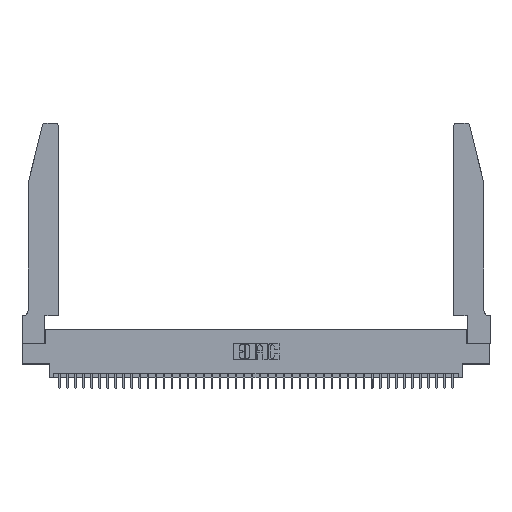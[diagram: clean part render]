
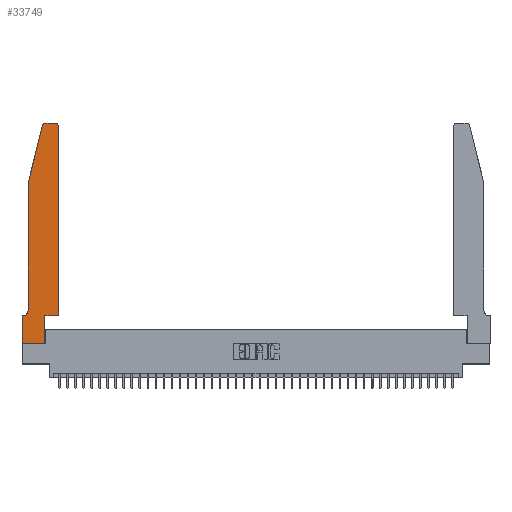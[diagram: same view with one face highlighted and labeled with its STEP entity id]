
A CAD part, top view. The second image highlights one B-rep face of the part: STEP entity #33749.
In plain terms, the highlighted planar face has unit normal (0, 0, 1).
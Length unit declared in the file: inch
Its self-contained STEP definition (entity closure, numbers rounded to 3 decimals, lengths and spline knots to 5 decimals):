
#296 = LINE ( 'NONE', #23629, #28071 ) ;
#442 = CARTESIAN_POINT ( 'NONE',  ( 0.0755, 2., 0.37 ) ) ;
#2117 = VECTOR ( 'NONE', #23732, 39.37008 ) ;
#2514 = CARTESIAN_POINT ( 'NONE',  ( 0., 0.35, 0.37 ) ) ;
#4079 = LINE ( 'NONE', #30759, #2117 ) ;
#4081 = DIRECTION ( 'NONE',  ( 0., 0., -1. ) ) ;
#4162 = CARTESIAN_POINT ( 'NONE',  ( 0., 0.35, 0.37 ) ) ;
#4298 = DIRECTION ( 'NONE',  ( -1., 0., 0. ) ) ;
#4858 = CIRCLE ( 'NONE', #10432, 0.03 ) ;
#4881 = VECTOR ( 'NONE', #39020, 39.37008 ) ;
#5334 = EDGE_LOOP ( 'NONE', ( #37741, #38708, #16522, #27064, #5890, #24463, #14355, #14244, #9503, #11653, #13508, #18717 ) ) ;
#5890 = ORIENTED_EDGE ( 'NONE', *, *, #22928, .T. ) ;
#6755 = CARTESIAN_POINT ( 'NONE',  ( 0.2865, 0.35, 0.37 ) ) ;
#6784 = DIRECTION ( 'NONE',  ( 1., 0., 0. ) ) ;
#6913 = CARTESIAN_POINT ( 'NONE',  ( 0.0055, 0.42, 0.37 ) ) ;
#6990 = CARTESIAN_POINT ( 'NONE',  ( 0.2865, 0., 0.37 ) ) ;
#7864 = FACE_OUTER_BOUND ( 'NONE', #5334, .T. ) ;
#8122 = CARTESIAN_POINT ( 'NONE',  ( 0.25487, 2.72718, 0.37 ) ) ;
#8579 = LINE ( 'NONE', #15361, #10550 ) ;
#9030 = DIRECTION ( 'NONE',  ( 0., 0., 1. ) ) ;
#9503 = ORIENTED_EDGE ( 'NONE', *, *, #13847, .T. ) ;
#9978 = VECTOR ( 'NONE', #21046, 39.37008 ) ;
#10251 = VERTEX_POINT ( 'NONE', #26113 ) ;
#10432 = AXIS2_PLACEMENT_3D ( 'NONE', #27332, #13318, #6784 ) ;
#10550 = VECTOR ( 'NONE', #42035, 39.37008 ) ;
#11503 = CARTESIAN_POINT ( 'NONE',  ( 0.284, 2.75, 0.37 ) ) ;
#11653 = ORIENTED_EDGE ( 'NONE', *, *, #27949, .T. ) ;
#12101 = CARTESIAN_POINT ( 'NONE',  ( 0.0055, 0.35, 0.37 ) ) ;
#12213 = VERTEX_POINT ( 'NONE', #8122 ) ;
#12303 = CARTESIAN_POINT ( 'NONE',  ( 0.284, 2.72, 0.37 ) ) ;
#12526 = EDGE_CURVE ( 'NONE', #10251, #26142, #4858, .T. ) ;
#12922 = VERTEX_POINT ( 'NONE', #30742 ) ;
#13290 = LINE ( 'NONE', #6755, #22973 ) ;
#13318 = DIRECTION ( 'NONE',  ( 0., 0., 1. ) ) ;
#13359 = EDGE_CURVE ( 'NONE', #41354, #12213, #25752, .T. ) ;
#13508 = ORIENTED_EDGE ( 'NONE', *, *, #41751, .T. ) ;
#13847 = EDGE_CURVE ( 'NONE', #17164, #37252, #13290, .T. ) ;
#14244 = ORIENTED_EDGE ( 'NONE', *, *, #14759, .T. ) ;
#14355 = ORIENTED_EDGE ( 'NONE', *, *, #27986, .T. ) ;
#14670 = VERTEX_POINT ( 'NONE', #12101 ) ;
#14730 = DIRECTION ( 'NONE',  ( -1., 0., 0. ) ) ;
#14759 = EDGE_CURVE ( 'NONE', #30911, #17164, #39665, .T. ) ;
#15114 = AXIS2_PLACEMENT_3D ( 'NONE', #4162, #23824, #17480 ) ;
#15132 = LINE ( 'NONE', #25621, #24745 ) ;
#15361 = CARTESIAN_POINT ( 'NONE',  ( 0.0755, 0.35, 0.37 ) ) ;
#16408 = EDGE_CURVE ( 'NONE', #14670, #40713, #8579, .T. ) ;
#16522 = ORIENTED_EDGE ( 'NONE', *, *, #16840, .T. ) ;
#16673 = CARTESIAN_POINT ( 'NONE',  ( 0.2865, 0.35, 0.37 ) ) ;
#16840 = EDGE_CURVE ( 'NONE', #12213, #21774, #296, .T. ) ;
#16944 = VECTOR ( 'NONE', #14730, 39.37008 ) ;
#17164 = VERTEX_POINT ( 'NONE', #6990 ) ;
#17480 = DIRECTION ( 'NONE',  ( 1., 0., 0. ) ) ;
#17784 = EDGE_CURVE ( 'NONE', #26142, #41354, #38150, .T. ) ;
#18717 = ORIENTED_EDGE ( 'NONE', *, *, #12526, .T. ) ;
#20306 = AXIS2_PLACEMENT_3D ( 'NONE', #6913, #4081, #4298 ) ;
#20611 = CARTESIAN_POINT ( 'NONE',  ( 0.0755, 2., 0.37 ) ) ;
#21046 = DIRECTION ( 'NONE',  ( 0., -1., 0. ) ) ;
#21774 = VERTEX_POINT ( 'NONE', #442 ) ;
#22232 = AXIS2_PLACEMENT_3D ( 'NONE', #12303, #9030, #22355 ) ;
#22313 = DIRECTION ( 'NONE',  ( 0., -1., 0. ) ) ;
#22355 = DIRECTION ( 'NONE',  ( 1., 0., 0. ) ) ;
#22581 = CARTESIAN_POINT ( 'NONE',  ( 0., 0., 0.37 ) ) ;
#22928 = EDGE_CURVE ( 'NONE', #12922, #14670, #23068, .T. ) ;
#22973 = VECTOR ( 'NONE', #33445, 39.37008 ) ;
#23068 = CIRCLE ( 'NONE', #20306, 0.07 ) ;
#23629 = CARTESIAN_POINT ( 'NONE',  ( 0.0755, 2., 0.37 ) ) ;
#23732 = DIRECTION ( 'NONE',  ( 0., 1., 0. ) ) ;
#23824 = DIRECTION ( 'NONE',  ( 0., 0., 1. ) ) ;
#23889 = LINE ( 'NONE', #20611, #9978 ) ;
#24463 = ORIENTED_EDGE ( 'NONE', *, *, #16408, .T. ) ;
#24745 = VECTOR ( 'NONE', #22313, 39.37008 ) ;
#25184 = CARTESIAN_POINT ( 'NONE',  ( 0.4505, 0.35, 0.37 ) ) ;
#25621 = CARTESIAN_POINT ( 'NONE',  ( 0., 0., 0.37 ) ) ;
#25752 = CIRCLE ( 'NONE', #22232, 0.03 ) ;
#26113 = CARTESIAN_POINT ( 'NONE',  ( 0.4505, 2.72, 0.37 ) ) ;
#26142 = VERTEX_POINT ( 'NONE', #27885 ) ;
#26512 = EDGE_CURVE ( 'NONE', #21774, #12922, #23889, .T. ) ;
#27064 = ORIENTED_EDGE ( 'NONE', *, *, #26512, .T. ) ;
#27332 = CARTESIAN_POINT ( 'NONE',  ( 0.4205, 2.72, 0.37 ) ) ;
#27885 = CARTESIAN_POINT ( 'NONE',  ( 0.4205, 2.75, 0.37 ) ) ;
#27949 = EDGE_CURVE ( 'NONE', #37252, #28104, #28259, .T. ) ;
#27986 = EDGE_CURVE ( 'NONE', #40713, #30911, #15132, .T. ) ;
#28071 = VECTOR ( 'NONE', #36993, 39.37008 ) ;
#28104 = VERTEX_POINT ( 'NONE', #39820 ) ;
#28259 = LINE ( 'NONE', #25184, #37351 ) ;
#28401 = CARTESIAN_POINT ( 'NONE',  ( 0., 0., 0.37 ) ) ;
#30742 = CARTESIAN_POINT ( 'NONE',  ( 0.0755, 0.42, 0.37 ) ) ;
#30759 = CARTESIAN_POINT ( 'NONE',  ( 0.4505, 0.35, 0.37 ) ) ;
#30911 = VERTEX_POINT ( 'NONE', #28401 ) ;
#33445 = DIRECTION ( 'NONE',  ( 0., 1., 0. ) ) ;
#33749 = ADVANCED_FACE ( 'NONE', ( #7864 ), #40659, .T. ) ;
#35468 = DIRECTION ( 'NONE',  ( 1., 0., 0. ) ) ;
#36993 = DIRECTION ( 'NONE',  ( -0.239, -0.971, 0. ) ) ;
#37252 = VERTEX_POINT ( 'NONE', #16673 ) ;
#37351 = VECTOR ( 'NONE', #35468, 39.37008 ) ;
#37741 = ORIENTED_EDGE ( 'NONE', *, *, #17784, .T. ) ;
#38150 = LINE ( 'NONE', #41844, #16944 ) ;
#38708 = ORIENTED_EDGE ( 'NONE', *, *, #13359, .T. ) ;
#39020 = DIRECTION ( 'NONE',  ( 1., 0., 0. ) ) ;
#39665 = LINE ( 'NONE', #22581, #4881 ) ;
#39820 = CARTESIAN_POINT ( 'NONE',  ( 0.4505, 0.35, 0.37 ) ) ;
#40659 = PLANE ( 'NONE',  #15114 ) ;
#40713 = VERTEX_POINT ( 'NONE', #2514 ) ;
#41354 = VERTEX_POINT ( 'NONE', #11503 ) ;
#41751 = EDGE_CURVE ( 'NONE', #28104, #10251, #4079, .T. ) ;
#41844 = CARTESIAN_POINT ( 'NONE',  ( 0.2605, 2.75, 0.37 ) ) ;
#42035 = DIRECTION ( 'NONE',  ( -1., 0., 0. ) ) ;
